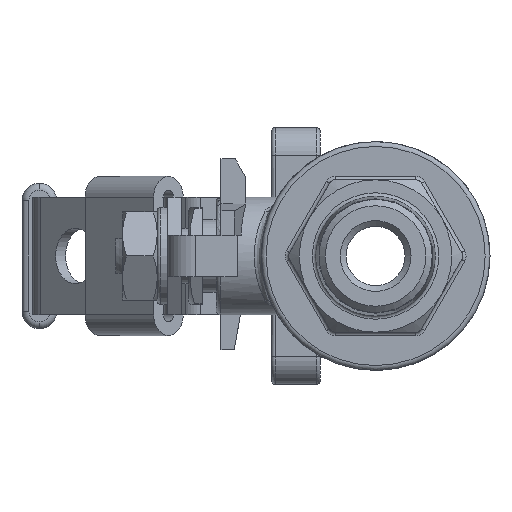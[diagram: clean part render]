
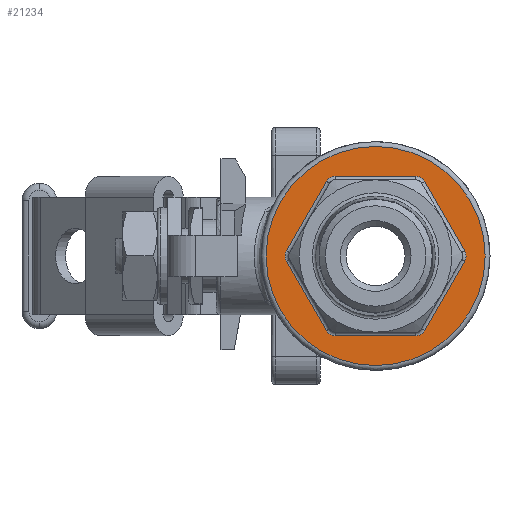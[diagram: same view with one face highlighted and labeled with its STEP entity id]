
A CAD part, left-side view. The second image highlights one B-rep face of the part: STEP entity #21234.
In plain terms, the highlighted planar face has unit normal (-1, 0, 0).
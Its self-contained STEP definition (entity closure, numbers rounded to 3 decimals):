
#8034 = FACE_BOUND ( 'NONE', #27109, .T. ) ;
#8036 = FACE_OUTER_BOUND ( 'NONE', #27110, .T. ) ;
#8037 = PLANE ( 'NONE',  #8978 ) ;
#8046 = CARTESIAN_POINT ( 'NONE',  ( -15., 16.5, 0. ) ) ;
#8047 = DIRECTION ( 'NONE',  ( 1., 0., 0. ) ) ;
#8048 = DIRECTION ( 'NONE',  ( 0., 0., -1. ) ) ;
#8978 = AXIS2_PLACEMENT_3D ( 'NONE', #8046, #8047, #8048 ) ;
#14975 = CIRCLE ( 'NONE', #15001, 1.5 ) ;
#14999 = VECTOR ( 'NONE', #19405, 1000. ) ;
#15001 = AXIS2_PLACEMENT_3D ( 'NONE', #19408, #19409, #19410 ) ;
#15004 = VECTOR ( 'NONE', #19411, 1000. ) ;
#15006 = CIRCLE ( 'NONE', #15010, 1.5 ) ;
#15008 = VECTOR ( 'NONE', #19417, 1000. ) ;
#15010 = AXIS2_PLACEMENT_3D ( 'NONE', #19414, #19415, #19416 ) ;
#15011 = CIRCLE ( 'NONE', #15015, 1.5 ) ;
#15012 = VECTOR ( 'NONE', #19423, 1000. ) ;
#15015 = AXIS2_PLACEMENT_3D ( 'NONE', #19420, #19421, #19422 ) ;
#15017 = CIRCLE ( 'NONE', #15021, 1.5 ) ;
#15019 = VECTOR ( 'NONE', #19429, 1000. ) ;
#15021 = AXIS2_PLACEMENT_3D ( 'NONE', #19426, #19427, #19428 ) ;
#15023 = CIRCLE ( 'NONE', #15028, 1.5 ) ;
#15025 = VECTOR ( 'NONE', #19433, 1000. ) ;
#15028 = AXIS2_PLACEMENT_3D ( 'NONE', #19430, #19431, #19432 ) ;
#15030 = CIRCLE ( 'NONE', #15034, 1.5 ) ;
#15032 = CIRCLE ( 'NONE', #15038, 15.8 ) ;
#15034 = AXIS2_PLACEMENT_3D ( 'NONE', #19434, #19435, #19436 ) ;
#15038 = AXIS2_PLACEMENT_3D ( 'NONE', #19437, #19438, #19439 ) ;
#15351 = CARTESIAN_POINT ( 'NONE',  ( -15., 12.846, -0.75 ) ) ;
#15355 = CARTESIAN_POINT ( 'NONE',  ( -15., -12.846, 0.75 ) ) ;
#15387 = CARTESIAN_POINT ( 'NONE',  ( -15., -7.073, -10.75 ) ) ;
#15388 = CARTESIAN_POINT ( 'NONE',  ( -15., -12.846, -0.75 ) ) ;
#15390 = CARTESIAN_POINT ( 'NONE',  ( -15., -5.774, -11.5 ) ) ;
#15392 = CARTESIAN_POINT ( 'NONE',  ( -15., 5.774, -11.5 ) ) ;
#15394 = CARTESIAN_POINT ( 'NONE',  ( -15., 7.073, -10.75 ) ) ;
#15413 = CARTESIAN_POINT ( 'NONE',  ( -15., -7.073, 10.75 ) ) ;
#15418 = CARTESIAN_POINT ( 'NONE',  ( -15., 7.073, 10.75 ) ) ;
#15424 = CARTESIAN_POINT ( 'NONE',  ( -15., 12.846, 0.75 ) ) ;
#19392 = LINE ( 'NONE', #19404, #14999 ) ;
#19396 = CARTESIAN_POINT ( 'NONE',  ( -15., -5.834, -12.895 ) ) ;
#19400 = LINE ( 'NONE', #19396, #15004 ) ;
#19404 = CARTESIAN_POINT ( 'NONE',  ( -15., -5.834, 12.895 ) ) ;
#19405 = DIRECTION ( 'NONE',  ( 0., -0.5, -0.866 ) ) ;
#19406 = LINE ( 'NONE', #19407, #15008 ) ;
#19407 = CARTESIAN_POINT ( 'NONE',  ( -15., 16.5, -11.5 ) ) ;
#19408 = CARTESIAN_POINT ( 'NONE',  ( -15., -11.547, 0. ) ) ;
#19409 = DIRECTION ( 'NONE',  ( 1., 0., 0. ) ) ;
#19410 = DIRECTION ( 'NONE',  ( 0., 0., -1. ) ) ;
#19411 = DIRECTION ( 'NONE',  ( 0., 0.5, -0.866 ) ) ;
#19412 = LINE ( 'NONE', #19413, #15012 ) ;
#19413 = CARTESIAN_POINT ( 'NONE',  ( -15., 14.084, 1.395 ) ) ;
#19414 = CARTESIAN_POINT ( 'NONE',  ( -15., -5.774, -10. ) ) ;
#19415 = DIRECTION ( 'NONE',  ( 1., 0., 0. ) ) ;
#19416 = DIRECTION ( 'NONE',  ( 0., 0., -1. ) ) ;
#19417 = DIRECTION ( 'NONE',  ( 0., 1., 0. ) ) ;
#19418 = LINE ( 'NONE', #19419, #15019 ) ;
#19419 = CARTESIAN_POINT ( 'NONE',  ( -15., 14.084, -1.395 ) ) ;
#19420 = CARTESIAN_POINT ( 'NONE',  ( -15., 5.774, -10. ) ) ;
#19421 = DIRECTION ( 'NONE',  ( 1., 0., 0. ) ) ;
#19422 = DIRECTION ( 'NONE',  ( 0., 0., -1. ) ) ;
#19423 = DIRECTION ( 'NONE',  ( 0., 0.5, 0.866 ) ) ;
#19424 = LINE ( 'NONE', #19425, #15025 ) ;
#19425 = CARTESIAN_POINT ( 'NONE',  ( -15., 16.5, 11.5 ) ) ;
#19426 = CARTESIAN_POINT ( 'NONE',  ( -15., 11.547, 0. ) ) ;
#19427 = DIRECTION ( 'NONE',  ( 1., 0., 0. ) ) ;
#19428 = DIRECTION ( 'NONE',  ( 0., 0., -1. ) ) ;
#19429 = DIRECTION ( 'NONE',  ( 0., -0.5, 0.866 ) ) ;
#19430 = CARTESIAN_POINT ( 'NONE',  ( -15., 5.774, 10. ) ) ;
#19431 = DIRECTION ( 'NONE',  ( 1., 0., 0. ) ) ;
#19432 = DIRECTION ( 'NONE',  ( 0., 0., -1. ) ) ;
#19433 = DIRECTION ( 'NONE',  ( 0., -1., 0. ) ) ;
#19434 = CARTESIAN_POINT ( 'NONE',  ( -15., -5.774, 10. ) ) ;
#19435 = DIRECTION ( 'NONE',  ( 1., 0., 0. ) ) ;
#19436 = DIRECTION ( 'NONE',  ( 0., 0., -1. ) ) ;
#19437 = CARTESIAN_POINT ( 'NONE',  ( -15., 0., 0. ) ) ;
#19438 = DIRECTION ( 'NONE',  ( -1., 0., 0. ) ) ;
#19439 = DIRECTION ( 'NONE',  ( 0., 0., -1. ) ) ;
#20256 = VERTEX_POINT ( 'NONE', #38510 ) ;
#20262 = VERTEX_POINT ( 'NONE', #38522 ) ;
#21234 = ADVANCED_FACE ( 'NONE', ( #8034, #8036 ), #8037, .F. ) ;
#23378 = VERTEX_POINT ( 'NONE', #15351 ) ;
#23384 = VERTEX_POINT ( 'NONE', #15355 ) ;
#23416 = VERTEX_POINT ( 'NONE', #15387 ) ;
#23417 = VERTEX_POINT ( 'NONE', #15388 ) ;
#23419 = VERTEX_POINT ( 'NONE', #15390 ) ;
#23421 = VERTEX_POINT ( 'NONE', #15392 ) ;
#23422 = VERTEX_POINT ( 'NONE', #15394 ) ;
#23439 = VERTEX_POINT ( 'NONE', #15413 ) ;
#23444 = VERTEX_POINT ( 'NONE', #15418 ) ;
#23449 = VERTEX_POINT ( 'NONE', #15424 ) ;
#24252 = VERTEX_POINT ( 'NONE', #24255 ) ;
#24255 = CARTESIAN_POINT ( 'NONE',  ( -15., 0., -15.8 ) ) ;
#27109 = EDGE_LOOP ( 'NONE', ( #29506, #29507, #29509, #29510, #29512, #29514, #29516, #29517, #29518, #29520, #29521, #29522 ) ) ;
#27110 = EDGE_LOOP ( 'NONE', ( #29524 ) ) ;
#29506 = ORIENTED_EDGE ( 'NONE', *, *, #41008, .T. ) ;
#29507 = ORIENTED_EDGE ( 'NONE', *, *, #41009, .T. ) ;
#29509 = ORIENTED_EDGE ( 'NONE', *, *, #41010, .T. ) ;
#29510 = ORIENTED_EDGE ( 'NONE', *, *, #41011, .T. ) ;
#29512 = ORIENTED_EDGE ( 'NONE', *, *, #41012, .T. ) ;
#29514 = ORIENTED_EDGE ( 'NONE', *, *, #41013, .T. ) ;
#29516 = ORIENTED_EDGE ( 'NONE', *, *, #41014, .T. ) ;
#29517 = ORIENTED_EDGE ( 'NONE', *, *, #41015, .T. ) ;
#29518 = ORIENTED_EDGE ( 'NONE', *, *, #41016, .T. ) ;
#29520 = ORIENTED_EDGE ( 'NONE', *, *, #41017, .T. ) ;
#29521 = ORIENTED_EDGE ( 'NONE', *, *, #41018, .T. ) ;
#29522 = ORIENTED_EDGE ( 'NONE', *, *, #41019, .T. ) ;
#29524 = ORIENTED_EDGE ( 'NONE', *, *, #41020, .T. ) ;
#38510 = CARTESIAN_POINT ( 'NONE',  ( -15., 5.774, 11.5 ) ) ;
#38522 = CARTESIAN_POINT ( 'NONE',  ( -15., -5.774, 11.5 ) ) ;
#41008 = EDGE_CURVE ( 'NONE', #23439, #23384, #19392, .T. ) ;
#41009 = EDGE_CURVE ( 'NONE', #23384, #23417, #14975, .T. ) ;
#41010 = EDGE_CURVE ( 'NONE', #23417, #23416, #19400, .T. ) ;
#41011 = EDGE_CURVE ( 'NONE', #23416, #23419, #15006, .T. ) ;
#41012 = EDGE_CURVE ( 'NONE', #23419, #23421, #19406, .T. ) ;
#41013 = EDGE_CURVE ( 'NONE', #23421, #23422, #15011, .T. ) ;
#41014 = EDGE_CURVE ( 'NONE', #23422, #23378, #19412, .T. ) ;
#41015 = EDGE_CURVE ( 'NONE', #23378, #23449, #15017, .T. ) ;
#41016 = EDGE_CURVE ( 'NONE', #23449, #23444, #19418, .T. ) ;
#41017 = EDGE_CURVE ( 'NONE', #23444, #20256, #15023, .T. ) ;
#41018 = EDGE_CURVE ( 'NONE', #20256, #20262, #19424, .T. ) ;
#41019 = EDGE_CURVE ( 'NONE', #20262, #23439, #15030, .T. ) ;
#41020 = EDGE_CURVE ( 'NONE', #24252, #24252, #15032, .T. ) ;
